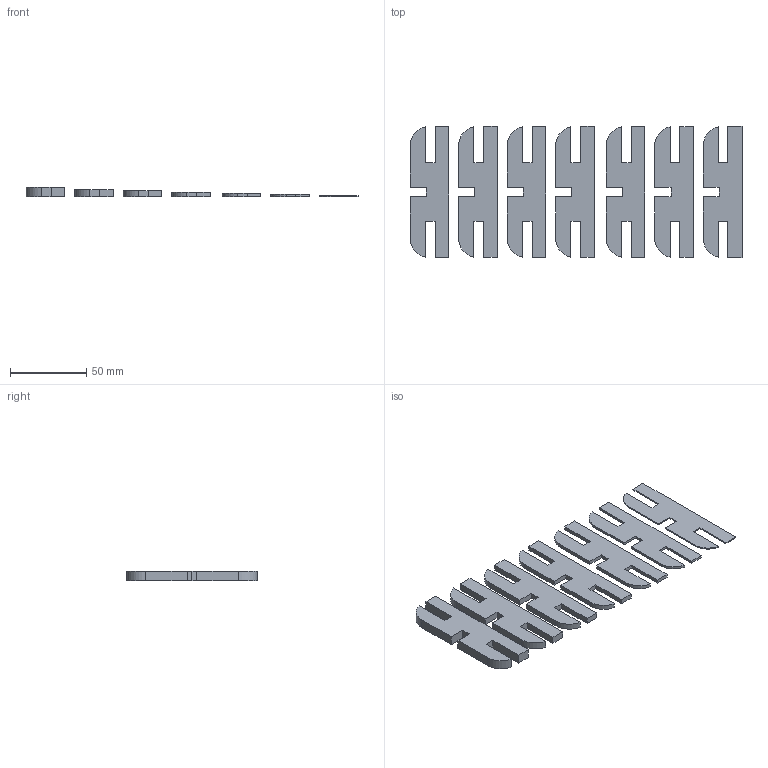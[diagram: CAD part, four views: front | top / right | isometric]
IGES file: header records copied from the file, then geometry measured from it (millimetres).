
Start section: START RECORD GO HERE.
Global section: file name: Door Hinge Shims.igs; native system: DASSAULT SYSTEMES CATIA Version 5-6 Release 2013 - www.3ds.com; preprocessor: V5-6R2013_5.23.2.47.08-26-2014.15.55; author: mhemling; organization: BELCANAD; date: 20170824.200321; units: inch
Bounding box: 217.27 x 85.99 x 6.35 mm (x, y, z)
Surface area: 31923.5 mm2 (no closed solid volume)
Topology: 0 solids, 0 shells, 140 faces, 756 edges, 756 vertices
Faces by surface type: plane 126, revolution 14
